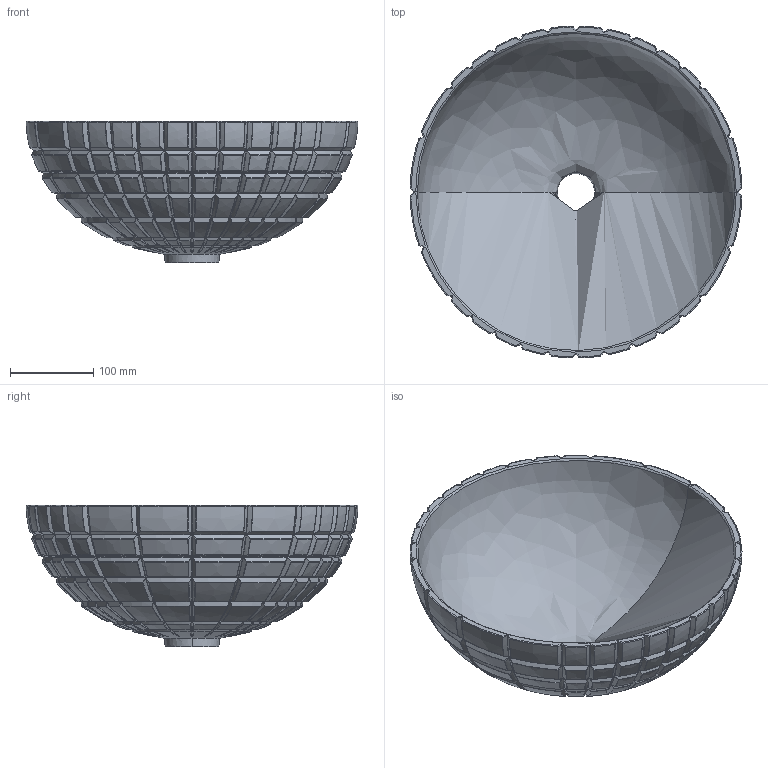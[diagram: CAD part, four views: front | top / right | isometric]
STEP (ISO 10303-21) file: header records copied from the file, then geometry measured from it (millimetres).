
FILE_DESCRIPTION(/* description */ (''),/* implementation_level */ '2;1');
FILE_NAME(/* name */ 'hanna',/* time_stamp */ '2025-01-20T22:04:28+01:00',/* author */ (''),/* organization */ (''),/* preprocessor_version */ 'ST-DEVELOPER v16.5',/* originating_system */ 'Rhino 7.37',/* authorisation */ '');
FILE_SCHEMA (('AUTOMOTIVE_DESIGN'));
Products named in the file (1): Document
Bounding box: 399.78 x 399.78 x 170 mm (x, y, z)
Volume: 2135572 mm3; surface area: 460152.4 mm2
Topology: 1 solids, 1 shells, 3767 faces, 7702 edges, 3936 vertices
Faces by surface type: bspline 3767
Entity records: 504294 total; most frequent: CARTESIAN_POINT 409969, B_SPLINE_CURVE_WITH_KNOTS 16765, ORIENTED_EDGE 15404, PCURVE 15404, DEFINITIONAL_REPRESENTATION 15404, SURFACE_CURVE 7702, EDGE_CURVE 7702, VERTEX_POINT 3936
